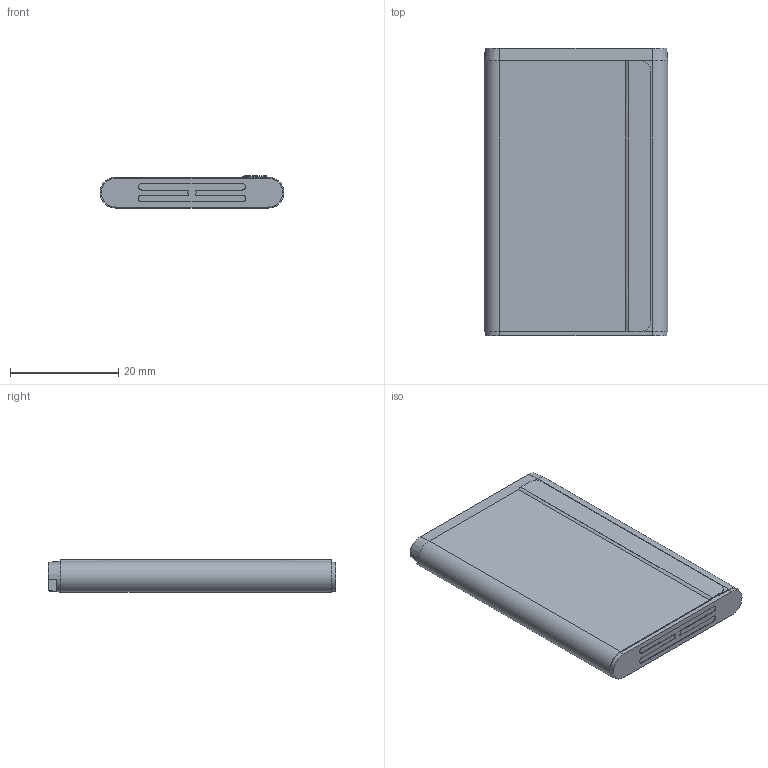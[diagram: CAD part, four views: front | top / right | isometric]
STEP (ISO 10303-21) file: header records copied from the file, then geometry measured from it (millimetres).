
FILE_DESCRIPTION(/* description */ (''),/* implementation_level */ '2;1');
FILE_NAME(/* name */ 'FD-KL-BATTERY-LITHIUM-RECHARGEABLE.stp',/* time_stamp */ '2022-07-26T16:46:34-04:00',/* author */ (''),/* organization */ (''),/* preprocessor_version */ 'ST-DEVELOPER v16',/* originating_system */ 'SIEMENS PLM Software NX 11.0',/* authorisation */ '');
FILE_SCHEMA (('AUTOMOTIVE_DESIGN { 1 0 10303 214 3 1 1 1 }'));
Length unit declared in the file: millimetre
Products named in the file (1): andy6134C07En9pd
Bounding box: 33.95 x 53.15 x 5.95 mm (x, y, z)
Volume: 9893.9 mm3; surface area: 12129 mm2
Topology: 2 solids, 2 shells, 77 faces, 209 edges, 143 vertices
Faces by surface type: plane 57, cylinder 16, extrusion 2, cone 2
Entity records: 2531 total; most frequent: CARTESIAN_POINT 475, ORIENTED_EDGE 418, DIRECTION 406, EDGE_CURVE 209, VECTOR 152, LINE 150, VERTEX_POINT 143, AXIS2_PLACEMENT_3D 127
